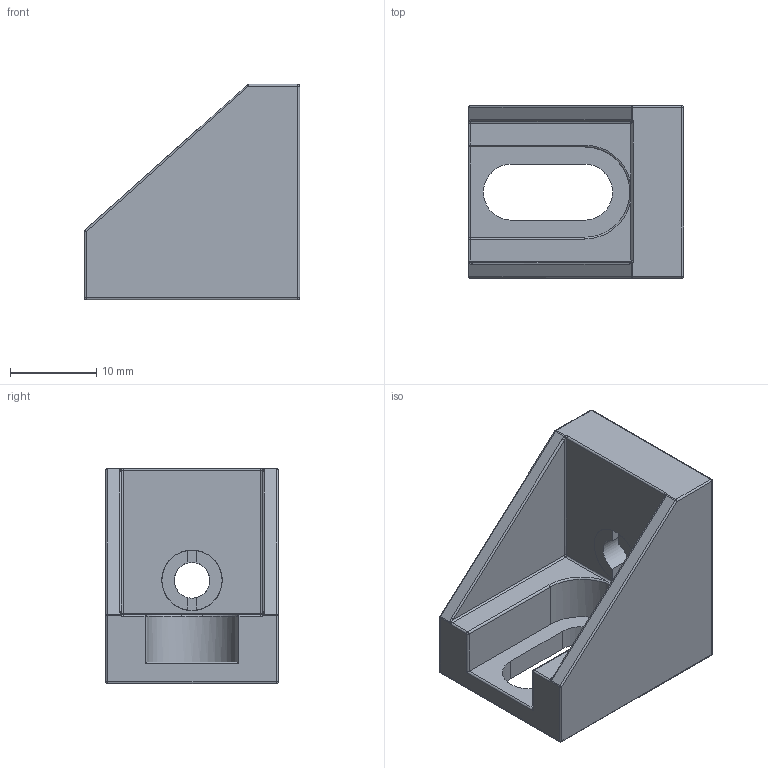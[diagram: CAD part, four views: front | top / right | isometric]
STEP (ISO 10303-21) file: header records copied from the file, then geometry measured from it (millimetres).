
FILE_DESCRIPTION(/* description */ (''),/* implementation_level */ '2;1');
FILE_NAME(/* name */ '623030.stp',/* time_stamp */ '2014-03-13T20:24:17+01:00',/* author */ ('jank'),/* organization */ ('Alutec K&K'),/* preprocessor_version */ 'ST-DEVELOPER v15.2',/* originating_system */ 'Autodesk Inventor 2014',/* authorisation */ '');
FILE_SCHEMA (('AUTOMOTIVE_DESIGN { 1 0 10303 214 3 1 1 }'));
Length unit declared in the file: millimetre
Products named in the file (1): 623030
Bounding box: 25 x 20 x 25 mm (x, y, z)
Volume: 5285.2 mm3; surface area: 3594.4 mm2
Topology: 2 solids, 2 shells, 94 faces, 219 edges, 114 vertices
Faces by surface type: cylinder 38, plane 27, sphere 18, torus 6, bspline 5
Full cylindrical faces by diameter (mm): 4.134 x1, 7 x2
Entity records: 2744 total; most frequent: CARTESIAN_POINT 526, DIRECTION 483, ORIENTED_EDGE 400, EDGE_CURVE 200, AXIS2_PLACEMENT_3D 195, VERTEX_POINT 112, EDGE_LOOP 102, STYLED_ITEM 96
